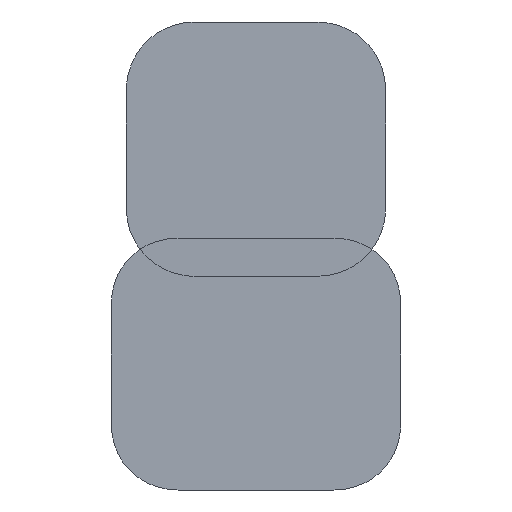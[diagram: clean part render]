
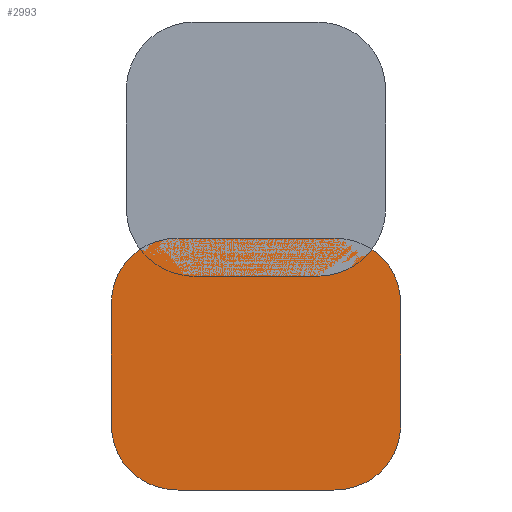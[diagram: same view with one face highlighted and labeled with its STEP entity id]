
A CAD part, top view. The second image highlights one B-rep face of the part: STEP entity #2993.
In plain terms, the highlighted planar face has unit normal (0, 0, 1).
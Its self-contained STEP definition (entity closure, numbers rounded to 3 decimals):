
#40 = EDGE_CURVE ( 'NONE', #3966, #307, #5502, .T. ) ;
#61 = CARTESIAN_POINT ( 'NONE',  ( 1.528, -1.056, 3. ) ) ;
#113 = CARTESIAN_POINT ( 'NONE',  ( 1.604, 0.669, 3. ) ) ;
#123 = LINE ( 'NONE', #2111, #1291 ) ;
#213 = LINE ( 'NONE', #2066, #2456 ) ;
#288 = CARTESIAN_POINT ( 'NONE',  ( -1.059, -1.397, 3. ) ) ;
#307 = VERTEX_POINT ( 'NONE', #852 ) ;
#393 = CARTESIAN_POINT ( 'NONE',  ( 1.604, 0., 3. ) ) ;
#411 = EDGE_CURVE ( 'NONE', #4333, #4324, #123, .T. ) ;
#416 = CARTESIAN_POINT ( 'NONE',  ( -1.514, -1.041, 3. ) ) ;
#453 = CARTESIAN_POINT ( 'NONE',  ( -1.237, 1.31, 3. ) ) ;
#480 = CARTESIAN_POINT ( 'NONE',  ( -0.864, 1.397, 3. ) ) ;
#644 = EDGE_CURVE ( 'NONE', #4492, #3801, #654, .T. ) ;
#654 = LINE ( 'NONE', #2081, #2962 ) ;
#758 = CARTESIAN_POINT ( 'NONE',  ( -1.604, -0.766, 3. ) ) ;
#784 = CARTESIAN_POINT ( 'NONE',  ( -1.252, -1.324, 3. ) ) ;
#786 = CARTESIAN_POINT ( 'NONE',  ( 0., 0., 3. ) ) ;
#852 = CARTESIAN_POINT ( 'NONE',  ( 1.604, 0.669, 3. ) ) ;
#949 = CARTESIAN_POINT ( 'NONE',  ( 1.237, -1.31, 3. ) ) ;
#969 = CARTESIAN_POINT ( 'NONE',  ( -1.057, 1.38, 3. ) ) ;
#980 = CARTESIAN_POINT ( 'NONE',  ( 0.864, -1.397, 3. ) ) ;
#1265 = DIRECTION ( 'NONE',  ( -1., 0., 0. ) ) ;
#1280 = EDGE_CURVE ( 'NONE', #4677, #4333, #4790, .T. ) ;
#1289 = ORIENTED_EDGE ( 'NONE', *, *, #2502, .T. ) ;
#1291 = VECTOR ( 'NONE', #5756, 1000. ) ;
#1444 = CARTESIAN_POINT ( 'NONE',  ( -1.32, 1.258, 3. ) ) ;
#1590 = DIRECTION ( 'NONE',  ( -1., 0., 0. ) ) ;
#1719 = CARTESIAN_POINT ( 'NONE',  ( -1.604, -0.669, 3. ) ) ;
#1848 = CARTESIAN_POINT ( 'NONE',  ( -1.604, 0.864, 3. ) ) ;
#1850 = VERTEX_POINT ( 'NONE', #2724 ) ;
#1900 = EDGE_LOOP ( 'NONE', ( #3254, #3613, #5148, #1289, #3639, #3878, #2389, #5103 ) ) ;
#1919 = CARTESIAN_POINT ( 'NONE',  ( 1.057, -1.38, 3. ) ) ;
#2066 = CARTESIAN_POINT ( 'NONE',  ( -1.604, 0., 3. ) ) ;
#2081 = CARTESIAN_POINT ( 'NONE',  ( 0., 1.397, 3. ) ) ;
#2111 = CARTESIAN_POINT ( 'NONE',  ( 0., -1.397, 3. ) ) ;
#2210 = PLANE ( 'NONE',  #3738 ) ;
#2317 = EDGE_CURVE ( 'NONE', #307, #4492, #5657, .T. ) ;
#2389 = ORIENTED_EDGE ( 'NONE', *, *, #644, .T. ) ;
#2456 = VECTOR ( 'NONE', #2964, 1000. ) ;
#2502 = EDGE_CURVE ( 'NONE', #4324, #3966, #3292, .T. ) ;
#2673 = CARTESIAN_POINT ( 'NONE',  ( -0.864, -1.397, 3. ) ) ;
#2724 = CARTESIAN_POINT ( 'NONE',  ( -1.604, 0.669, 3. ) ) ;
#2749 = DIRECTION ( 'NONE',  ( 0., 1., 0. ) ) ;
#2776 = CARTESIAN_POINT ( 'NONE',  ( 0.864, -1.397, 3. ) ) ;
#2799 = EDGE_CURVE ( 'NONE', #3801, #1850, #5153, .T. ) ;
#2808 = CARTESIAN_POINT ( 'NONE',  ( 1.32, -1.258, 3. ) ) ;
#2841 = CARTESIAN_POINT ( 'NONE',  ( 1.604, -0.864, 3. ) ) ;
#2962 = VECTOR ( 'NONE', #1590, 1000. ) ;
#2964 = DIRECTION ( 'NONE',  ( 0., -1., 0. ) ) ;
#2993 = ADVANCED_FACE ( 'NONE', ( #4979 ), #2210, .F. ) ;
#3186 = CARTESIAN_POINT ( 'NONE',  ( 1.604, -0.669, 3. ) ) ;
#3254 = ORIENTED_EDGE ( 'NONE', *, *, #4060, .T. ) ;
#3292 = B_SPLINE_CURVE_WITH_KNOTS ( 'NONE', 3,
 ( #980, #4279, #1919, #949, #2808, #61, #2841, #4705 ),
 .UNSPECIFIED., .F., .F.,
 ( 4, 2, 2, 4 ),
 ( 0., 0., 0.001, 0.001 ),
 .UNSPECIFIED. ) ;
#3370 = VECTOR ( 'NONE', #2749, 1000. ) ;
#3613 = ORIENTED_EDGE ( 'NONE', *, *, #1280, .T. ) ;
#3639 = ORIENTED_EDGE ( 'NONE', *, *, #40, .T. ) ;
#3646 = DIRECTION ( 'NONE',  ( 0., 0., -1. ) ) ;
#3738 = AXIS2_PLACEMENT_3D ( 'NONE', #786, #3646, #1265 ) ;
#3801 = VERTEX_POINT ( 'NONE', #3835 ) ;
#3802 = CARTESIAN_POINT ( 'NONE',  ( 0.864, 1.397, 3. ) ) ;
#3835 = CARTESIAN_POINT ( 'NONE',  ( -0.864, 1.397, 3. ) ) ;
#3878 = ORIENTED_EDGE ( 'NONE', *, *, #2317, .T. ) ;
#3966 = VERTEX_POINT ( 'NONE', #3186 ) ;
#3991 = CARTESIAN_POINT ( 'NONE',  ( 0.864, 1.397, 3. ) ) ;
#4009 = CARTESIAN_POINT ( 'NONE',  ( -1.586, -0.862, 3. ) ) ;
#4043 = CARTESIAN_POINT ( 'NONE',  ( -1.604, -0.669, 3. ) ) ;
#4044 = CARTESIAN_POINT ( 'NONE',  ( 1.514, 1.041, 3. ) ) ;
#4060 = EDGE_CURVE ( 'NONE', #1850, #4677, #213, .T. ) ;
#4279 = CARTESIAN_POINT ( 'NONE',  ( 0.962, -1.397, 3. ) ) ;
#4324 = VERTEX_POINT ( 'NONE', #2776 ) ;
#4333 = VERTEX_POINT ( 'NONE', #4729 ) ;
#4492 = VERTEX_POINT ( 'NONE', #3802 ) ;
#4575 = CARTESIAN_POINT ( 'NONE',  ( 1.252, 1.324, 3. ) ) ;
#4677 = VERTEX_POINT ( 'NONE', #1719 ) ;
#4705 = CARTESIAN_POINT ( 'NONE',  ( 1.604, -0.669, 3. ) ) ;
#4729 = CARTESIAN_POINT ( 'NONE',  ( -0.864, -1.397, 3. ) ) ;
#4768 = CARTESIAN_POINT ( 'NONE',  ( -1.528, 1.056, 3. ) ) ;
#4790 = B_SPLINE_CURVE_WITH_KNOTS ( 'NONE', 3,
 ( #4043, #758, #4009, #416, #5093, #784, #288, #2673 ),
 .UNSPECIFIED., .F., .F.,
 ( 4, 2, 2, 4 ),
 ( 0., 0., 0.001, 0.001 ),
 .UNSPECIFIED. ) ;
#4978 = CARTESIAN_POINT ( 'NONE',  ( 1.586, 0.862, 3. ) ) ;
#4979 = FACE_OUTER_BOUND ( 'NONE', #1900, .T. ) ;
#5093 = CARTESIAN_POINT ( 'NONE',  ( -1.459, -1.122, 3. ) ) ;
#5103 = ORIENTED_EDGE ( 'NONE', *, *, #2799, .T. ) ;
#5148 = ORIENTED_EDGE ( 'NONE', *, *, #411, .T. ) ;
#5153 = B_SPLINE_CURVE_WITH_KNOTS ( 'NONE', 3,
 ( #480, #5162, #969, #453, #1444, #4768, #1848, #5624 ),
 .UNSPECIFIED., .F., .F.,
 ( 4, 2, 2, 4 ),
 ( 0., 0., 0.001, 0.001 ),
 .UNSPECIFIED. ) ;
#5162 = CARTESIAN_POINT ( 'NONE',  ( -0.962, 1.397, 3. ) ) ;
#5448 = CARTESIAN_POINT ( 'NONE',  ( 1.059, 1.397, 3. ) ) ;
#5465 = CARTESIAN_POINT ( 'NONE',  ( 1.459, 1.122, 3. ) ) ;
#5502 = LINE ( 'NONE', #393, #3370 ) ;
#5624 = CARTESIAN_POINT ( 'NONE',  ( -1.604, 0.669, 3. ) ) ;
#5657 = B_SPLINE_CURVE_WITH_KNOTS ( 'NONE', 3,
 ( #113, #6026, #4978, #4044, #5465, #4575, #5448, #3991 ),
 .UNSPECIFIED., .F., .F.,
 ( 4, 2, 2, 4 ),
 ( 0., 0., 0.001, 0.001 ),
 .UNSPECIFIED. ) ;
#5756 = DIRECTION ( 'NONE',  ( 1., 0., 0. ) ) ;
#6026 = CARTESIAN_POINT ( 'NONE',  ( 1.604, 0.766, 3. ) ) ;
